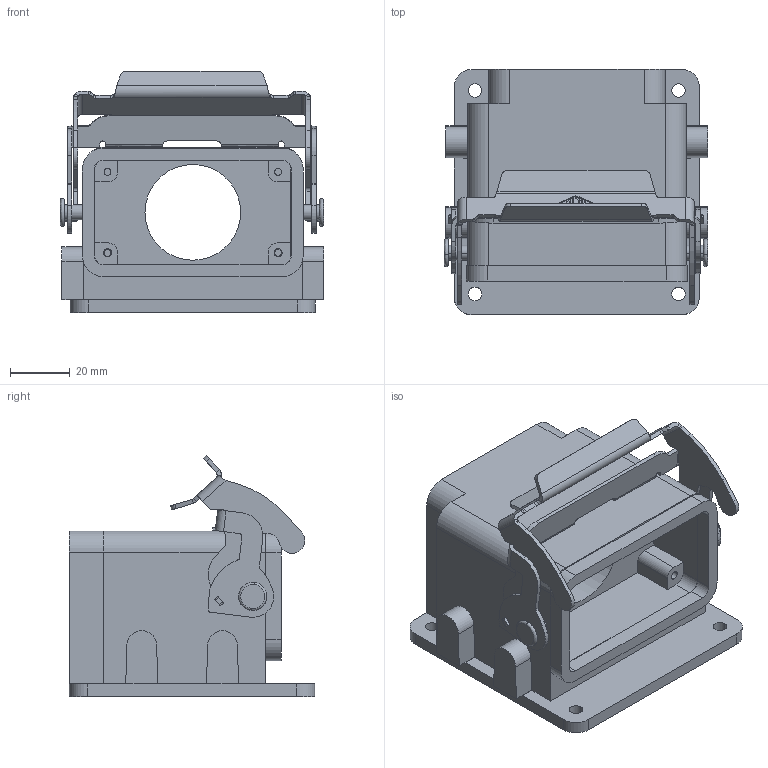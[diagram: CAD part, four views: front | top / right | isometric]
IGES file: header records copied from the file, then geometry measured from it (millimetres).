
Start section: Elysium IGES Interface
Global section: file name: MVI 10 LAP32.igs; native system: Creo Elements/Direct Modeling 17.0C  05-Feb-2011; preprocessor: Creo Element/Direct IGES_3D V2.2; author: Unknown; organization: Unknown; date: 20111027.084932; units: millimetre
Bounding box: 88.04 x 82 x 80.61 mm (x, y, z)
Volume: 154987 mm3; surface area: 53750 mm2
Topology: 1 solids, 1 shells, 441 faces, 1201 edges, 778 vertices
Faces by surface type: bspline 441
